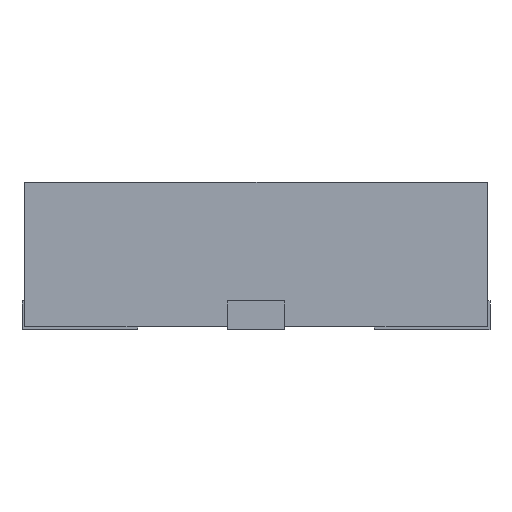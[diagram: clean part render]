
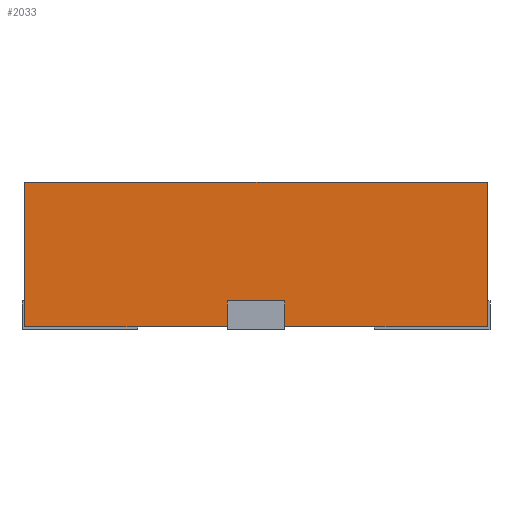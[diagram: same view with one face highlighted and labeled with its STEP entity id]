
A CAD part, left-side view. The second image highlights one B-rep face of the part: STEP entity #2033.
In plain terms, the highlighted planar face has unit normal (-1, 0, 0).
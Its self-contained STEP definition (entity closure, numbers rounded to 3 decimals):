
#318 = VERTEX_POINT ( 'NONE', #13711 ) ;
#1274 = DIRECTION ( 'NONE',  ( 1., 0., 0. ) ) ;
#1487 = VERTEX_POINT ( 'NONE', #7847 ) ;
#1658 = VERTEX_POINT ( 'NONE', #10165 ) ;
#1682 = ORIENTED_EDGE ( 'NONE', *, *, #5876, .F. ) ;
#1704 = CARTESIAN_POINT ( 'NONE',  ( -0.8, -0.1, 0.1 ) ) ;
#1821 = ORIENTED_EDGE ( 'NONE', *, *, #18823, .F. ) ;
#2033 = ADVANCED_FACE ( 'NONE', ( #10081 ), #3028, .F. ) ;
#2505 = EDGE_CURVE ( 'NONE', #318, #19808, #5098, .T. ) ;
#2668 = CARTESIAN_POINT ( 'NONE',  ( -0.8, 0.1, 0.51 ) ) ;
#2741 = VECTOR ( 'NONE', #6590, 1000. ) ;
#3028 = PLANE ( 'NONE',  #6106 ) ;
#3346 = DIRECTION ( 'NONE',  ( 0., -1., 0. ) ) ;
#3351 = LINE ( 'NONE', #10059, #19243 ) ;
#4530 = DIRECTION ( 'NONE',  ( 0., -1., 0. ) ) ;
#5098 = LINE ( 'NONE', #12149, #20183 ) ;
#5390 = ORIENTED_EDGE ( 'NONE', *, *, #2505, .F. ) ;
#5631 = VECTOR ( 'NONE', #4530, 1000. ) ;
#5876 = EDGE_CURVE ( 'NONE', #19808, #9891, #15503, .T. ) ;
#5940 = VECTOR ( 'NONE', #20115, 1000. ) ;
#6106 = AXIS2_PLACEMENT_3D ( 'NONE', #17151, #1274, #9954 ) ;
#6329 = CARTESIAN_POINT ( 'NONE',  ( -0.8, -0.8, 0.1 ) ) ;
#6434 = VERTEX_POINT ( 'NONE', #11985 ) ;
#6590 = DIRECTION ( 'NONE',  ( 0., -1., 0. ) ) ;
#6852 = ORIENTED_EDGE ( 'NONE', *, *, #8259, .T. ) ;
#7113 = EDGE_CURVE ( 'NONE', #318, #1658, #3351, .T. ) ;
#7136 = VECTOR ( 'NONE', #7180, 1000. ) ;
#7180 = DIRECTION ( 'NONE',  ( 0., 0., 1. ) ) ;
#7612 = ORIENTED_EDGE ( 'NONE', *, *, #11604, .T. ) ;
#7847 = CARTESIAN_POINT ( 'NONE',  ( -0.8, 0.1, 0.1 ) ) ;
#8093 = CARTESIAN_POINT ( 'NONE',  ( -0.8, -0.8, 0.01 ) ) ;
#8109 = CARTESIAN_POINT ( 'NONE',  ( -0.8, -0.8, 0.01 ) ) ;
#8116 = EDGE_LOOP ( 'NONE', ( #13068, #7612, #1682, #5390, #15042, #6852, #1821, #20875 ) ) ;
#8259 = EDGE_CURVE ( 'NONE', #1658, #14954, #10068, .T. ) ;
#8566 = CARTESIAN_POINT ( 'NONE',  ( -0.8, -0.8, 0.51 ) ) ;
#9891 = VERTEX_POINT ( 'NONE', #8109 ) ;
#9954 = DIRECTION ( 'NONE',  ( 0., 0., -1. ) ) ;
#10059 = CARTESIAN_POINT ( 'NONE',  ( -0.8, 0.8, 0.51 ) ) ;
#10068 = LINE ( 'NONE', #18738, #2741 ) ;
#10081 = FACE_OUTER_BOUND ( 'NONE', #8116, .T. ) ;
#10165 = CARTESIAN_POINT ( 'NONE',  ( -0.8, 0.8, 0.01 ) ) ;
#11467 = LINE ( 'NONE', #8093, #5631 ) ;
#11604 = EDGE_CURVE ( 'NONE', #6434, #9891, #11467, .T. ) ;
#11985 = CARTESIAN_POINT ( 'NONE',  ( -0.8, -0.1, 0.01 ) ) ;
#12149 = CARTESIAN_POINT ( 'NONE',  ( -0.8, -0.8, 0.51 ) ) ;
#12403 = VERTEX_POINT ( 'NONE', #1704 ) ;
#13068 = ORIENTED_EDGE ( 'NONE', *, *, #13927, .F. ) ;
#13072 = LINE ( 'NONE', #2668, #5940 ) ;
#13396 = DIRECTION ( 'NONE',  ( 0., -1., 0. ) ) ;
#13711 = CARTESIAN_POINT ( 'NONE',  ( -0.8, 0.8, 0.51 ) ) ;
#13927 = EDGE_CURVE ( 'NONE', #6434, #12403, #19427, .T. ) ;
#14954 = VERTEX_POINT ( 'NONE', #17148 ) ;
#15042 = ORIENTED_EDGE ( 'NONE', *, *, #7113, .T. ) ;
#15503 = LINE ( 'NONE', #17241, #22240 ) ;
#15967 = CARTESIAN_POINT ( 'NONE',  ( -0.8, -0.1, 0.51 ) ) ;
#17148 = CARTESIAN_POINT ( 'NONE',  ( -0.8, 0.1, 0.01 ) ) ;
#17151 = CARTESIAN_POINT ( 'NONE',  ( -0.8, -0.8, 0.51 ) ) ;
#17241 = CARTESIAN_POINT ( 'NONE',  ( -0.8, -0.8, 0.51 ) ) ;
#18738 = CARTESIAN_POINT ( 'NONE',  ( -0.8, -0.8, 0.01 ) ) ;
#18823 = EDGE_CURVE ( 'NONE', #1487, #14954, #13072, .T. ) ;
#19097 = EDGE_CURVE ( 'NONE', #1487, #12403, #22193, .T. ) ;
#19243 = VECTOR ( 'NONE', #20906, 1000. ) ;
#19427 = LINE ( 'NONE', #15967, #7136 ) ;
#19808 = VERTEX_POINT ( 'NONE', #8566 ) ;
#20115 = DIRECTION ( 'NONE',  ( 0., 0., -1. ) ) ;
#20183 = VECTOR ( 'NONE', #3346, 1000. ) ;
#20332 = VECTOR ( 'NONE', #13396, 1000. ) ;
#20875 = ORIENTED_EDGE ( 'NONE', *, *, #19097, .T. ) ;
#20906 = DIRECTION ( 'NONE',  ( 0., 0., -1. ) ) ;
#21765 = DIRECTION ( 'NONE',  ( 0., 0., -1. ) ) ;
#22193 = LINE ( 'NONE', #6329, #20332 ) ;
#22240 = VECTOR ( 'NONE', #21765, 1000. ) ;
